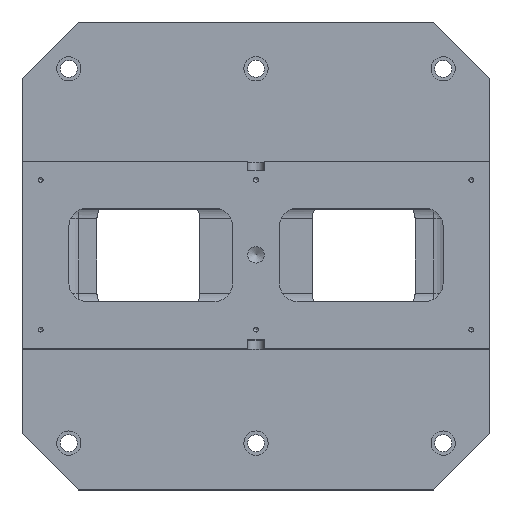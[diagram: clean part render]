
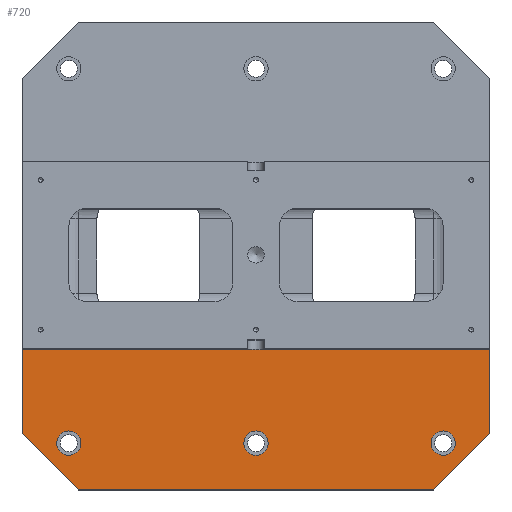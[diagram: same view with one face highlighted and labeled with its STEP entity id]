
A CAD part, top view. The second image highlights one B-rep face of the part: STEP entity #720.
In plain terms, the highlighted planar face has unit normal (0, 0, 1).
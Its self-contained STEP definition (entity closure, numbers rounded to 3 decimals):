
#720 = ADVANCED_FACE( '', ( #2171, #2172, #2173, #2174 ), #2175, .T. );
#2171 = FACE_BOUND( '', #22505, .T. );
#2172 = FACE_BOUND( '', #22506, .T. );
#2173 = FACE_BOUND( '', #22507, .T. );
#2174 = FACE_OUTER_BOUND( '', #22508, .T. );
#2175 = PLANE( '', #22509 );
#22505 = EDGE_LOOP( '', ( #27554 ) );
#22506 = EDGE_LOOP( '', ( #27555 ) );
#22507 = EDGE_LOOP( '', ( #27556 ) );
#22508 = EDGE_LOOP( '', ( #27557, #27558, #27559, #27560, #27561, #27562 ) );
#22509 = AXIS2_PLACEMENT_3D( '', #27563, #27564, #27565 );
#27554 = ORIENTED_EDGE( '', *, *, #29440, .T. );
#27555 = ORIENTED_EDGE( '', *, *, #29446, .T. );
#27556 = ORIENTED_EDGE( '', *, *, #29449, .T. );
#27557 = ORIENTED_EDGE( '', *, *, #30253, .T. );
#27558 = ORIENTED_EDGE( '', *, *, #28800, .T. );
#27559 = ORIENTED_EDGE( '', *, *, #30251, .T. );
#27560 = ORIENTED_EDGE( '', *, *, #29257, .T. );
#27561 = ORIENTED_EDGE( '', *, *, #30255, .T. );
#27562 = ORIENTED_EDGE( '', *, *, #28804, .T. );
#27563 = CARTESIAN_POINT( '', ( -250., -250., 50. ) );
#27564 = DIRECTION( '', ( 0., 0., 1. ) );
#27565 = DIRECTION( '', ( 1., 0., 0. ) );
#28800 = EDGE_CURVE( '', #30938, #30939, #30940, .F. );
#28804 = EDGE_CURVE( '', #30946, #30947, #30948, .F. );
#29257 = EDGE_CURVE( '', #31730, #31728, #31731, .T. );
#29440 = EDGE_CURVE( '', #32005, #32005, #32006, .T. );
#29446 = EDGE_CURVE( '', #32017, #32017, #32018, .T. );
#29449 = EDGE_CURVE( '', #32023, #32023, #32024, .T. );
#30251 = EDGE_CURVE( '', #30939, #31730, #33261, .T. );
#30253 = EDGE_CURVE( '', #30947, #30938, #33263, .T. );
#30255 = EDGE_CURVE( '', #31728, #30946, #33265, .T. );
#30938 = VERTEX_POINT( '', #38827 );
#30939 = VERTEX_POINT( '', #38828 );
#30940 = LINE( '', #38829, #38830 );
#30946 = VERTEX_POINT( '', #38839 );
#30947 = VERTEX_POINT( '', #38840 );
#30948 = LINE( '', #38841, #38842 );
#31728 = VERTEX_POINT( '', #40069 );
#31730 = VERTEX_POINT( '', #40072 );
#31731 = LINE( '', #40073, #40074 );
#32005 = VERTEX_POINT( '', #40520 );
#32006 = CIRCLE( '', #40521, 13. );
#32017 = VERTEX_POINT( '', #40532 );
#32018 = CIRCLE( '', #40533, 13. );
#32023 = VERTEX_POINT( '', #40538 );
#32024 = CIRCLE( '', #40539, 13. );
#33261 = LINE( '', #47539, #47540 );
#33263 = LINE( '', #47543, #47544 );
#33265 = LINE( '', #47547, #47548 );
#38827 = CARTESIAN_POINT( '', ( 190., -250., 50. ) );
#38828 = CARTESIAN_POINT( '', ( 250., -190., 50. ) );
#38829 = CARTESIAN_POINT( '', ( -30., -470., 50. ) );
#38830 = VECTOR( '', #48158, 1000. );
#38839 = CARTESIAN_POINT( '', ( -250., -190., 50. ) );
#38840 = CARTESIAN_POINT( '', ( -190., -250., 50. ) );
#38841 = CARTESIAN_POINT( '', ( -220., -220., 50. ) );
#38842 = VECTOR( '', #48162, 1000. );
#40069 = CARTESIAN_POINT( '', ( -250., -100., 50. ) );
#40072 = CARTESIAN_POINT( '', ( 250., -100., 50. ) );
#40073 = CARTESIAN_POINT( '', ( -250., -100., 50. ) );
#40074 = VECTOR( '', #48623, 1000. );
#40520 = CARTESIAN_POINT( '', ( -200., -213., 50. ) );
#40521 = AXIS2_PLACEMENT_3D( '', #48856, #48857, #48858 );
#40532 = CARTESIAN_POINT( '', ( 0., -213., 50. ) );
#40533 = AXIS2_PLACEMENT_3D( '', #48874, #48875, #48876 );
#40538 = CARTESIAN_POINT( '', ( 200., -213., 50. ) );
#40539 = AXIS2_PLACEMENT_3D( '', #48883, #48884, #48885 );
#47539 = CARTESIAN_POINT( '', ( 250., -250., 50. ) );
#47540 = VECTOR( '', #50359, 1000. );
#47543 = CARTESIAN_POINT( '', ( -250., -250., 50. ) );
#47544 = VECTOR( '', #50361, 1000. );
#47547 = CARTESIAN_POINT( '', ( -250., 250., 50. ) );
#47548 = VECTOR( '', #50363, 1000. );
#48158 = DIRECTION( '', ( -0.707, -0.707, 0. ) );
#48162 = DIRECTION( '', ( -0.707, 0.707, 0. ) );
#48623 = DIRECTION( '', ( -1., 0., 0. ) );
#48856 = CARTESIAN_POINT( '', ( -200., -200., 50. ) );
#48857 = DIRECTION( '', ( 0., 0., -1. ) );
#48858 = DIRECTION( '', ( 0., -1., 0. ) );
#48874 = CARTESIAN_POINT( '', ( 0., -200., 50. ) );
#48875 = DIRECTION( '', ( 0., 0., -1. ) );
#48876 = DIRECTION( '', ( 0., -1., 0. ) );
#48883 = CARTESIAN_POINT( '', ( 200., -200., 50. ) );
#48884 = DIRECTION( '', ( 0., 0., -1. ) );
#48885 = DIRECTION( '', ( 0., -1., 0. ) );
#50359 = DIRECTION( '', ( 0., 1., 0. ) );
#50361 = DIRECTION( '', ( 1., 0., 0. ) );
#50363 = DIRECTION( '', ( 0., -1., 0. ) );
